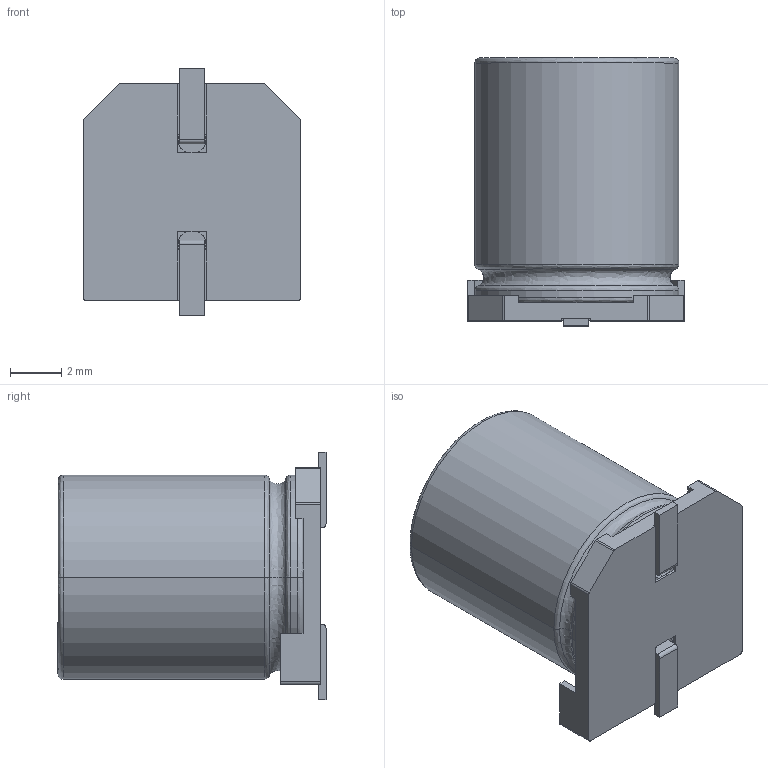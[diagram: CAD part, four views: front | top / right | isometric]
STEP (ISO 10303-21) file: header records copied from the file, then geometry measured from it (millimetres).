
FILE_DESCRIPTION (( 'STEP AP214' ), '1' );
FILE_NAME ('User Library-AL_EL_cap_8mmx10mm.STEP', '2016-02-07T06:00:35', ( 'Windows User' ), ( '' ), 'SwSTEP 2.0', 'SolidWorks 2016', '' );
FILE_SCHEMA (( 'AUTOMOTIVE_DESIGN' ));
Length unit declared in the file: millimetre
Products named in the file (4): User Library-AL_EL_cap_8mmx10mm; User Library-AL_EL_cap_8mmx10mm_alelcap_sm8x8_1; User Library-AL_EL_cap_8mmx10mm_can_8x8_1; User Library-AL_EL_cap_8mmx10mm_foot_cap_8x8_1
Assembly tree (4 placements, depth 2):
  User Library-AL_EL_cap_8mmx10mm
    User Library-AL_EL_cap_8mmx10mm_foot_cap_8x8_1  x2
    User Library-AL_EL_cap_8mmx10mm_can_8x8_1
    User Library-AL_EL_cap_8mmx10mm_alelcap_sm8x8_1
Bounding box: 8.5 x 10.5 x 9.7 mm (x, y, z)
Volume: 531.2 mm3; surface area: 542.8 mm2
Topology: 4 solids, 4 shells, 85 faces, 215 edges, 136 vertices
Faces by surface type: plane 54, cylinder 21, bspline 10
Entity records: 3400 total; most frequent: CARTESIAN_POINT 564, DIRECTION 397, ORIENTED_EDGE 388, EDGE_CURVE 194, AXIS2_PLACEMENT_3D 135, VECTOR 127, LINE 127, VERTEX_POINT 122
